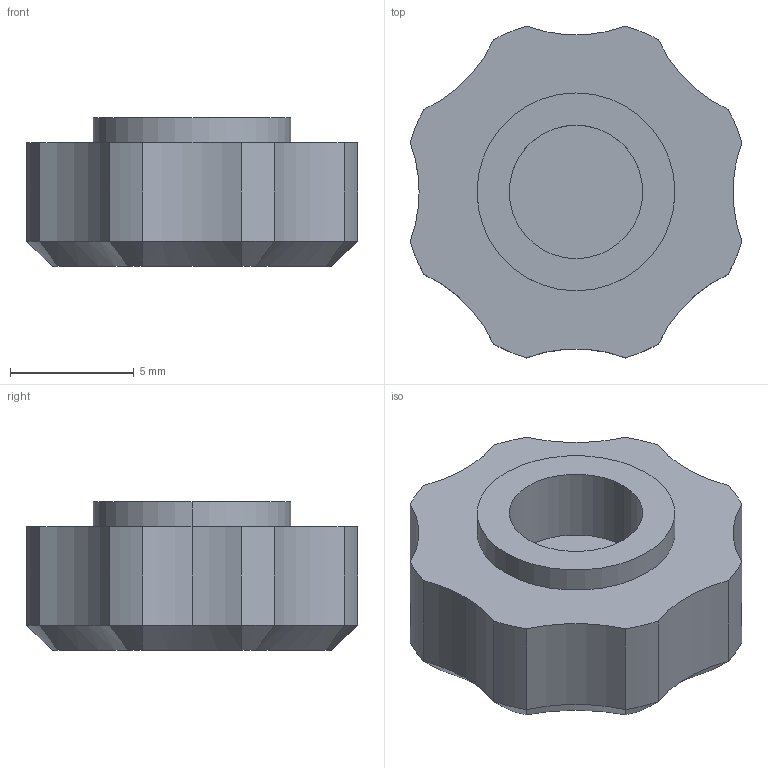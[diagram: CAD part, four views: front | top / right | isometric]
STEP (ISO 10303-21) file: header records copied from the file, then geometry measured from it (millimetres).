
FILE_DESCRIPTION (( 'STEP AP203' ), '1' );
FILE_NAME ('Knob.STEP', '2024-10-28T17:09:09', ( '' ), ( '' ), 'SwSTEP 2.0', 'SolidWorks 2023', '' );
FILE_SCHEMA (( 'CONFIG_CONTROL_DESIGN' ));
Length unit declared in the file: millimetre
Products named in the file (1): Knob
Bounding box: 13.42 x 13.42 x 6 mm (x, y, z)
Volume: 659.8 mm3; surface area: 549.6 mm2
Topology: 1 solids, 1 shells, 42 faces, 98 edges, 60 vertices
Faces by surface type: cylinder 21, cone 17, plane 4
Entity records: 1305 total; most frequent: CARTESIAN_POINT 249, DIRECTION 228, ORIENTED_EDGE 196, AXIS2_PLACEMENT_3D 103, EDGE_CURVE 98, CIRCLE 60, VERTEX_POINT 60, EDGE_LOOP 44
